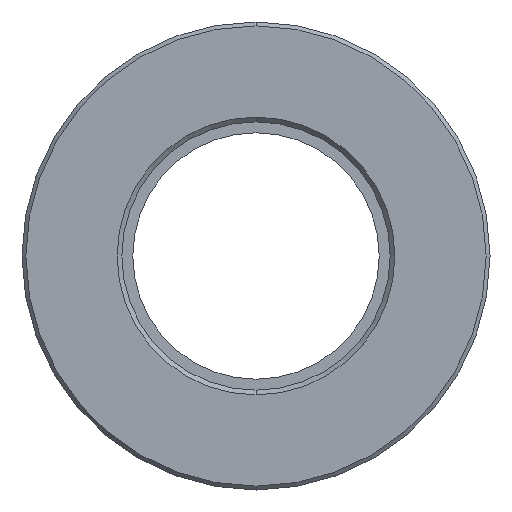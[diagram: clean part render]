
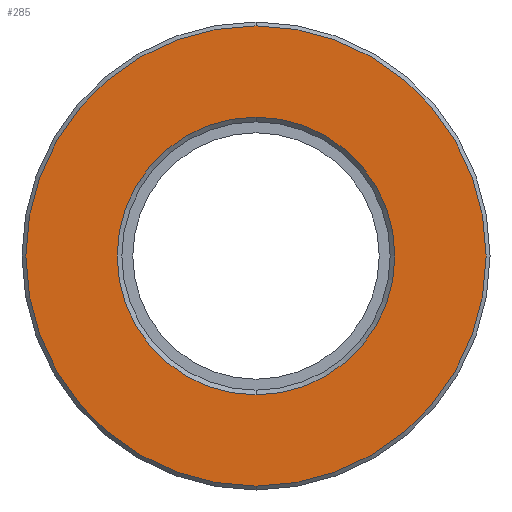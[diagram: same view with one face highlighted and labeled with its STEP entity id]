
A CAD part, front view. The second image highlights one B-rep face of the part: STEP entity #285.
In plain terms, the highlighted planar face has unit normal (0, -1, 0).
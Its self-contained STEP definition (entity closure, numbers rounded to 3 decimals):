
#17 = CARTESIAN_POINT ( 'NONE',  ( 0., 0., 0. ) ) ;
#23 = DIRECTION ( 'NONE',  ( 0., -1., 0. ) ) ;
#28 = DIRECTION ( 'NONE',  ( 0., 0., -1. ) ) ;
#29 = CARTESIAN_POINT ( 'NONE',  ( 0., 0., 8.9 ) ) ;
#35 = CARTESIAN_POINT ( 'NONE',  ( 0., 0., -8.9 ) ) ;
#37 = AXIS2_PLACEMENT_3D ( 'NONE', #74, #140, #310 ) ;
#56 = EDGE_CURVE ( 'NONE', #154, #329, #474, .T. ) ;
#65 = VERTEX_POINT ( 'NONE', #35 ) ;
#74 = CARTESIAN_POINT ( 'NONE',  ( 0., 0., 0. ) ) ;
#78 = PLANE ( 'NONE',  #435 ) ;
#80 = EDGE_LOOP ( 'NONE', ( #494, #415 ) ) ;
#83 = CARTESIAN_POINT ( 'NONE',  ( -8.6, 0., 0. ) ) ;
#94 = AXIS2_PLACEMENT_3D ( 'NONE', #17, #23, #28 ) ;
#95 = CARTESIAN_POINT ( 'NONE',  ( 0., 0., 0. ) ) ;
#96 = EDGE_LOOP ( 'NONE', ( #184, #339 ) ) ;
#140 = DIRECTION ( 'NONE',  ( 0., 1., 0. ) ) ;
#154 = VERTEX_POINT ( 'NONE', #393 ) ;
#156 = FACE_OUTER_BOUND ( 'NONE', #96, .T. ) ;
#173 = EDGE_CURVE ( 'NONE', #65, #419, #299, .T. ) ;
#184 = ORIENTED_EDGE ( 'NONE', *, *, #243, .T. ) ;
#206 = DIRECTION ( 'NONE',  ( 0., -1., 0. ) ) ;
#223 = EDGE_CURVE ( 'NONE', #419, #65, #286, .T. ) ;
#226 = CARTESIAN_POINT ( 'NONE',  ( 0., 0., 14.75 ) ) ;
#237 = DIRECTION ( 'NONE',  ( 0., 0., -1. ) ) ;
#243 = EDGE_CURVE ( 'NONE', #329, #154, #392, .T. ) ;
#269 = DIRECTION ( 'NONE',  ( 0., 0., -1. ) ) ;
#280 = DIRECTION ( 'NONE',  ( 0., -1., 0. ) ) ;
#285 = ADVANCED_FACE ( 'NONE', ( #356, #156 ), #78, .T. ) ;
#286 = CIRCLE ( 'NONE', #37, 8.9 ) ;
#299 = CIRCLE ( 'NONE', #472, 8.9 ) ;
#310 = DIRECTION ( 'NONE',  ( 0., 0., -1. ) ) ;
#329 = VERTEX_POINT ( 'NONE', #226 ) ;
#339 = ORIENTED_EDGE ( 'NONE', *, *, #56, .T. ) ;
#356 = FACE_BOUND ( 'NONE', #80, .T. ) ;
#364 = CARTESIAN_POINT ( 'NONE',  ( 0., 0., 0. ) ) ;
#374 = DIRECTION ( 'NONE',  ( 0., 1., 0. ) ) ;
#380 = DIRECTION ( 'NONE',  ( 0., 0., -1. ) ) ;
#392 = CIRCLE ( 'NONE', #94, 14.75 ) ;
#393 = CARTESIAN_POINT ( 'NONE',  ( 0., 0., -14.75 ) ) ;
#415 = ORIENTED_EDGE ( 'NONE', *, *, #223, .T. ) ;
#419 = VERTEX_POINT ( 'NONE', #29 ) ;
#435 = AXIS2_PLACEMENT_3D ( 'NONE', #83, #280, #269 ) ;
#464 = AXIS2_PLACEMENT_3D ( 'NONE', #95, #206, #237 ) ;
#472 = AXIS2_PLACEMENT_3D ( 'NONE', #364, #374, #380 ) ;
#474 = CIRCLE ( 'NONE', #464, 14.75 ) ;
#494 = ORIENTED_EDGE ( 'NONE', *, *, #173, .T. ) ;
